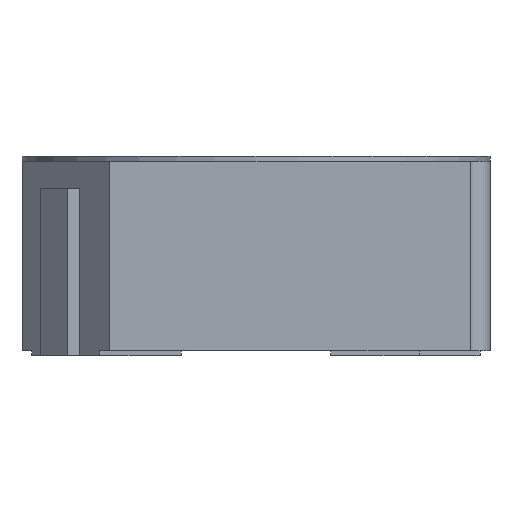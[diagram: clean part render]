
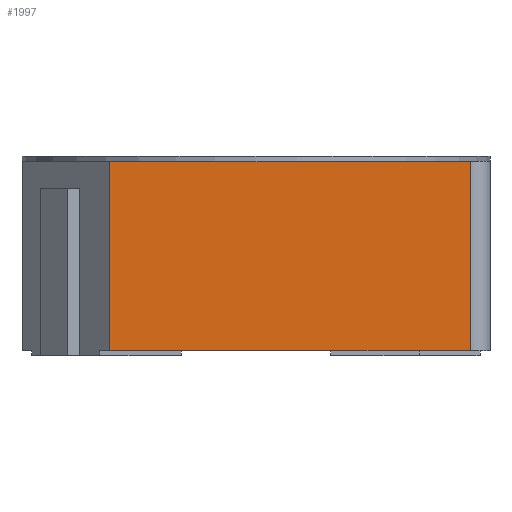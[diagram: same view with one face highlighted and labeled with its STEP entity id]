
A CAD part, left-side view. The second image highlights one B-rep face of the part: STEP entity #1997.
In plain terms, the highlighted planar face has unit normal (-1, 0, 0).
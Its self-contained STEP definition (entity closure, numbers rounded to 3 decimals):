
#109=PLANE('',#2078);
#211=LINE('',#2950,#367);
#226=LINE('',#2982,#382);
#227=LINE('',#2985,#383);
#228=LINE('',#2987,#384);
#229=LINE('',#2988,#385);
#367=VECTOR('',#2281,1000.);
#382=VECTOR('',#2306,1000.);
#383=VECTOR('',#2307,1000.);
#384=VECTOR('',#2308,1000.);
#385=VECTOR('',#2309,1000.);
#701=ORIENTED_EDGE('',*,*,#1003,.T.);
#702=ORIENTED_EDGE('',*,*,#1004,.T.);
#703=ORIENTED_EDGE('',*,*,#1005,.F.);
#704=ORIENTED_EDGE('',*,*,#987,.F.);
#705=ORIENTED_EDGE('',*,*,#1006,.F.);
#987=EDGE_CURVE('',#1159,#1160,#211,.T.);
#1003=EDGE_CURVE('',#1171,#1172,#226,.T.);
#1004=EDGE_CURVE('',#1172,#1173,#227,.T.);
#1005=EDGE_CURVE('',#1160,#1173,#228,.T.);
#1006=EDGE_CURVE('',#1171,#1159,#229,.T.);
#1159=VERTEX_POINT('',#2951);
#1160=VERTEX_POINT('',#2952);
#1171=VERTEX_POINT('',#2983);
#1172=VERTEX_POINT('',#2984);
#1173=VERTEX_POINT('',#2986);
#1281=EDGE_LOOP('',(#701,#702,#703,#704,#705));
#1364=FACE_BOUND('',#1281,.T.);
#1997=ADVANCED_FACE('',(#1364),#109,.T.);
#2078=AXIS2_PLACEMENT_3D('',#2981,#2304,#2305);
#2281=DIRECTION('',(0.,-1.,0.));
#2304=DIRECTION('',(-1.,0.,0.));
#2305=DIRECTION('',(0.,0.,1.));
#2306=DIRECTION('',(0.,-1.,0.));
#2307=DIRECTION('',(0.,0.,1.));
#2308=DIRECTION('',(0.,-1.,0.));
#2309=DIRECTION('',(0.,0.,1.));
#2950=CARTESIAN_POINT('',(-2.35,0.,0.));
#2951=CARTESIAN_POINT('',(-2.35,1.468,0.));
#2952=CARTESIAN_POINT('',(-2.35,0.,0.));
#2981=CARTESIAN_POINT('',(-2.35,0.,-1.9));
#2982=CARTESIAN_POINT('',(-2.35,1.186,-1.9));
#2983=CARTESIAN_POINT('',(-2.35,1.468,-1.9));
#2984=CARTESIAN_POINT('',(-2.35,-2.15,-1.9));
#2985=CARTESIAN_POINT('',(-2.35,-2.15,-1.9));
#2986=CARTESIAN_POINT('',(-2.35,-2.15,0.));
#2987=CARTESIAN_POINT('',(-2.35,0.,0.));
#2988=CARTESIAN_POINT('',(-2.35,1.468,-1.9));
